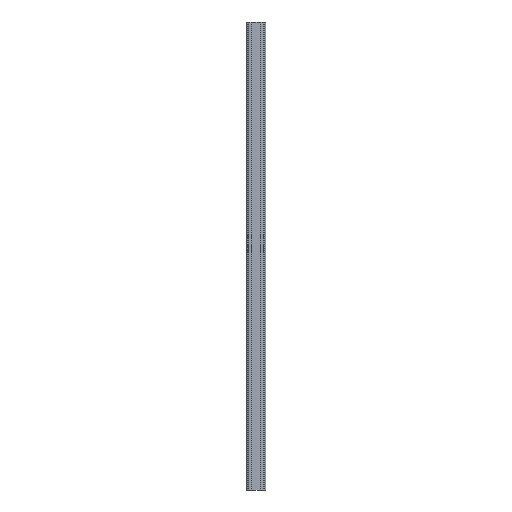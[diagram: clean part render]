
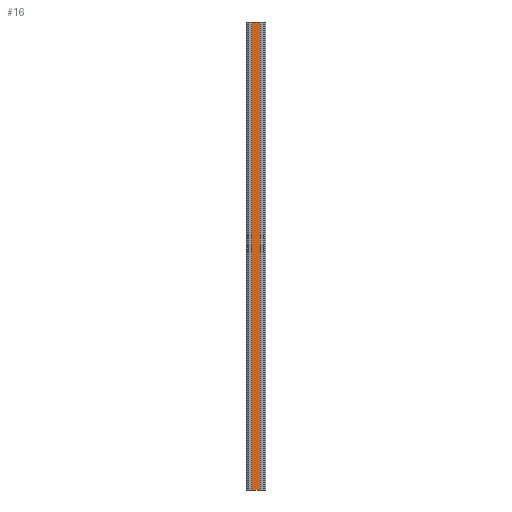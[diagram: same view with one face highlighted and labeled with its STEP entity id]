
A CAD part, front view. The second image highlights one B-rep face of the part: STEP entity #16.
In plain terms, the highlighted planar face has unit normal (0, -1, 0).
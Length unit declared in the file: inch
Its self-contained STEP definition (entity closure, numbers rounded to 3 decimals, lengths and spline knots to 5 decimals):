
#16 = ADVANCED_FACE ( 'NONE', ( #389 ), #951, .F. ) ;
#27 = VERTEX_POINT ( 'NONE', #115 ) ;
#42 = CARTESIAN_POINT ( 'NONE',  ( -0.209, 0., 12. ) ) ;
#56 = CARTESIAN_POINT ( 'NONE',  ( -0.209, 0., 12. ) ) ;
#75 = DIRECTION ( 'NONE',  ( 0., 1., 0. ) ) ;
#78 = DIRECTION ( 'NONE',  ( -1., 0., 0. ) ) ;
#99 = CARTESIAN_POINT ( 'NONE',  ( -0.209, 0., 12. ) ) ;
#115 = CARTESIAN_POINT ( 'NONE',  ( 0.209, 0., 12. ) ) ;
#122 = VECTOR ( 'NONE', #529, 39.37008 ) ;
#125 = ORIENTED_EDGE ( 'NONE', *, *, #1309, .T. ) ;
#207 = EDGE_CURVE ( 'NONE', #27, #1068, #560, .T. ) ;
#302 = LINE ( 'NONE', #56, #1404 ) ;
#307 = CARTESIAN_POINT ( 'NONE',  ( -0.209, 0., -12. ) ) ;
#318 = DIRECTION ( 'NONE',  ( 0., 0., -1. ) ) ;
#374 = LINE ( 'NONE', #99, #1370 ) ;
#389 = FACE_OUTER_BOUND ( 'NONE', #1130, .T. ) ;
#482 = CARTESIAN_POINT ( 'NONE',  ( -0.209, 0., 12. ) ) ;
#529 = DIRECTION ( 'NONE',  ( 1., 0., 0. ) ) ;
#560 = LINE ( 'NONE', #1041, #949 ) ;
#647 = EDGE_CURVE ( 'NONE', #687, #1068, #761, .T. ) ;
#687 = VERTEX_POINT ( 'NONE', #307 ) ;
#749 = ORIENTED_EDGE ( 'NONE', *, *, #877, .F. ) ;
#761 = LINE ( 'NONE', #1288, #122 ) ;
#804 = DIRECTION ( 'NONE',  ( 0., 0., -1. ) ) ;
#808 = AXIS2_PLACEMENT_3D ( 'NONE', #42, #75, #78 ) ;
#877 = EDGE_CURVE ( 'NONE', #1146, #27, #374, .T. ) ;
#892 = ORIENTED_EDGE ( 'NONE', *, *, #647, .T. ) ;
#949 = VECTOR ( 'NONE', #318, 39.37008 ) ;
#951 = PLANE ( 'NONE',  #808 ) ;
#965 = DIRECTION ( 'NONE',  ( 1., 0., 0. ) ) ;
#1041 = CARTESIAN_POINT ( 'NONE',  ( 0.209, 0., 12. ) ) ;
#1068 = VERTEX_POINT ( 'NONE', #1276 ) ;
#1130 = EDGE_LOOP ( 'NONE', ( #892, #1239, #749, #125 ) ) ;
#1146 = VERTEX_POINT ( 'NONE', #482 ) ;
#1239 = ORIENTED_EDGE ( 'NONE', *, *, #207, .F. ) ;
#1276 = CARTESIAN_POINT ( 'NONE',  ( 0.209, 0., -12. ) ) ;
#1288 = CARTESIAN_POINT ( 'NONE',  ( -0.209, 0., -12. ) ) ;
#1309 = EDGE_CURVE ( 'NONE', #1146, #687, #302, .T. ) ;
#1370 = VECTOR ( 'NONE', #965, 39.37008 ) ;
#1404 = VECTOR ( 'NONE', #804, 39.37008 ) ;
